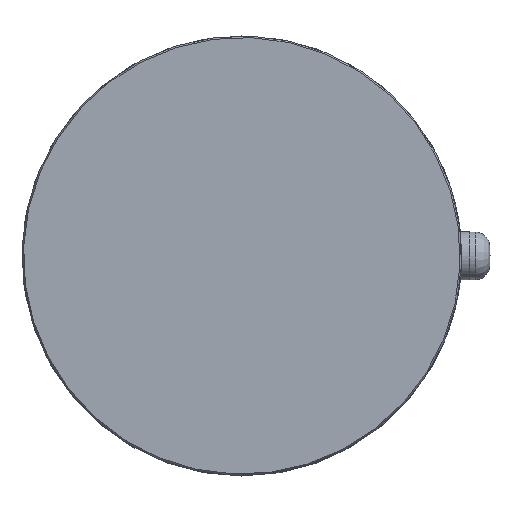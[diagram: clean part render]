
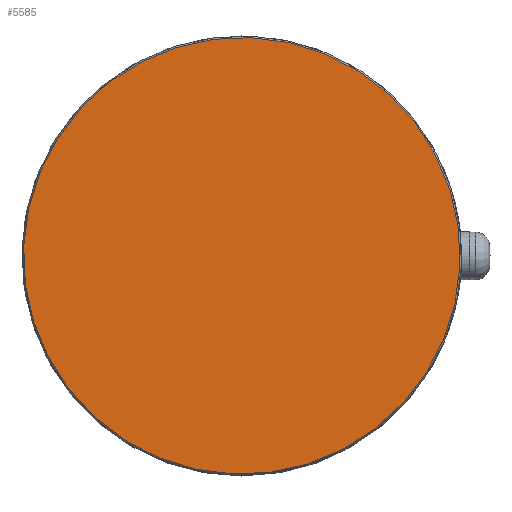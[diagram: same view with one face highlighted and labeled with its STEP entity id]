
A CAD part, top view. The second image highlights one B-rep face of the part: STEP entity #5585.
In plain terms, the highlighted planar face has unit normal (0, 0, 1).
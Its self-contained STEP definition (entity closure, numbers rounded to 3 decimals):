
#3986 = CONICAL_SURFACE('',#3987,45.,0.524);
#3987 = AXIS2_PLACEMENT_3D('',#3988,#3989,#3990);
#3988 = CARTESIAN_POINT('',(479.95,-174.,601.43));
#3989 = DIRECTION('',(0.,0.,-1.));
#3990 = DIRECTION('',(0.383,0.924,0.)
  );
#4022 = EDGE_CURVE('',#4023,#4025,#4027,.T.);
#4023 = VERTEX_POINT('',#4024);
#4024 = CARTESIAN_POINT('',(462.828,-215.291,601.95));
#4025 = VERTEX_POINT('',#4026);
#4026 = CARTESIAN_POINT('',(497.072,-132.709,601.95));
#4027 = SURFACE_CURVE('',#4028,(#4033,#4040),.PCURVE_S1.);
#4028 = CIRCLE('',#4029,44.7);
#4029 = AXIS2_PLACEMENT_3D('',#4030,#4031,#4032);
#4030 = CARTESIAN_POINT('',(479.95,-174.,601.95));
#4031 = DIRECTION('',(0.,0.,1.));
#4032 = DIRECTION('',(-0.383,-0.924,
    0.));
#4033 = PCURVE('',#3986,#4034);
#4034 = DEFINITIONAL_REPRESENTATION('',(#4035),#4039);
#4035 = LINE('',#4036,#4037);
#4036 = CARTESIAN_POINT('',(3.142,-0.52));
#4037 = VECTOR('',#4038,1.);
#4038 = DIRECTION('',(-1.,0.));
#4039 = ( GEOMETRIC_REPRESENTATION_CONTEXT(2) 
PARAMETRIC_REPRESENTATION_CONTEXT() REPRESENTATION_CONTEXT('2D SPACE',''
  ) );
#4040 = PCURVE('',#4041,#4046);
#4041 = PLANE('',#4042);
#4042 = AXIS2_PLACEMENT_3D('',#4043,#4044,#4045);
#4043 = CARTESIAN_POINT('',(521.241,-191.122,601.95));
#4044 = DIRECTION('',(0.,0.,-1.));
#4045 = DIRECTION('',(0.383,0.924,0.)
  );
#4046 = DEFINITIONAL_REPRESENTATION('',(#4047),#4055);
#4047 = ( BOUNDED_CURVE() B_SPLINE_CURVE(2,(#4048,#4049,#4050,#4051,
#4052,#4053,#4054),.UNSPECIFIED.,.T.,.F.) B_SPLINE_CURVE_WITH_KNOTS((1,2
    ,2,2,2,1),(-2.094,0.,2.094,4.189,
6.283,8.378),.UNSPECIFIED.) CURVE() 
GEOMETRIC_REPRESENTATION_ITEM() RATIONAL_B_SPLINE_CURVE((1.,0.5,1.,0.5,
1.,0.5,1.)) REPRESENTATION_ITEM('') );
#4048 = CARTESIAN_POINT('',(-44.7,-44.7));
#4049 = CARTESIAN_POINT('',(-44.7,32.723));
#4050 = CARTESIAN_POINT('',(22.35,-5.989));
#4051 = CARTESIAN_POINT('',(89.4,-44.7));
#4052 = CARTESIAN_POINT('',(22.35,-83.411));
#4053 = CARTESIAN_POINT('',(-44.7,-122.123));
#4054 = CARTESIAN_POINT('',(-44.7,-44.7));
#4055 = ( GEOMETRIC_REPRESENTATION_CONTEXT(2) 
PARAMETRIC_REPRESENTATION_CONTEXT() REPRESENTATION_CONTEXT('2D SPACE',''
  ) );
#4071 = CONICAL_SURFACE('',#4072,45.,0.524);
#4072 = AXIS2_PLACEMENT_3D('',#4073,#4074,#4075);
#4073 = CARTESIAN_POINT('',(479.95,-174.,601.43));
#4074 = DIRECTION('',(0.,0.,-1.));
#4075 = DIRECTION('',(0.383,0.924,0.)
  );
#5537 = EDGE_CURVE('',#4025,#4023,#5538,.T.);
#5538 = SURFACE_CURVE('',#5539,(#5544,#5551),.PCURVE_S1.);
#5539 = CIRCLE('',#5540,44.7);
#5540 = AXIS2_PLACEMENT_3D('',#5541,#5542,#5543);
#5541 = CARTESIAN_POINT('',(479.95,-174.,601.95));
#5542 = DIRECTION('',(0.,0.,1.));
#5543 = DIRECTION('',(-0.383,-0.924,
    0.));
#5544 = PCURVE('',#4071,#5545);
#5545 = DEFINITIONAL_REPRESENTATION('',(#5546),#5550);
#5546 = LINE('',#5547,#5548);
#5547 = CARTESIAN_POINT('',(9.425,-0.52));
#5548 = VECTOR('',#5549,1.);
#5549 = DIRECTION('',(-1.,0.));
#5550 = ( GEOMETRIC_REPRESENTATION_CONTEXT(2) 
PARAMETRIC_REPRESENTATION_CONTEXT() REPRESENTATION_CONTEXT('2D SPACE',''
  ) );
#5551 = PCURVE('',#4041,#5552);
#5552 = DEFINITIONAL_REPRESENTATION('',(#5553),#5561);
#5553 = ( BOUNDED_CURVE() B_SPLINE_CURVE(2,(#5554,#5555,#5556,#5557,
#5558,#5559,#5560),.UNSPECIFIED.,.T.,.F.) B_SPLINE_CURVE_WITH_KNOTS((1,2
    ,2,2,2,1),(-2.094,0.,2.094,4.189,
6.283,8.378),.UNSPECIFIED.) CURVE() 
GEOMETRIC_REPRESENTATION_ITEM() RATIONAL_B_SPLINE_CURVE((1.,0.5,1.,0.5,
1.,0.5,1.)) REPRESENTATION_ITEM('') );
#5554 = CARTESIAN_POINT('',(-44.7,-44.7));
#5555 = CARTESIAN_POINT('',(-44.7,32.723));
#5556 = CARTESIAN_POINT('',(22.35,-5.989));
#5557 = CARTESIAN_POINT('',(89.4,-44.7));
#5558 = CARTESIAN_POINT('',(22.35,-83.411));
#5559 = CARTESIAN_POINT('',(-44.7,-122.123));
#5560 = CARTESIAN_POINT('',(-44.7,-44.7));
#5561 = ( GEOMETRIC_REPRESENTATION_CONTEXT(2) 
PARAMETRIC_REPRESENTATION_CONTEXT() REPRESENTATION_CONTEXT('2D SPACE',''
  ) );
#5585 = ADVANCED_FACE('',(#5586),#4041,.F.);
#5586 = FACE_BOUND('',#5587,.T.);
#5587 = EDGE_LOOP('',(#5588,#5589));
#5588 = ORIENTED_EDGE('',*,*,#5537,.T.);
#5589 = ORIENTED_EDGE('',*,*,#4022,.T.);
